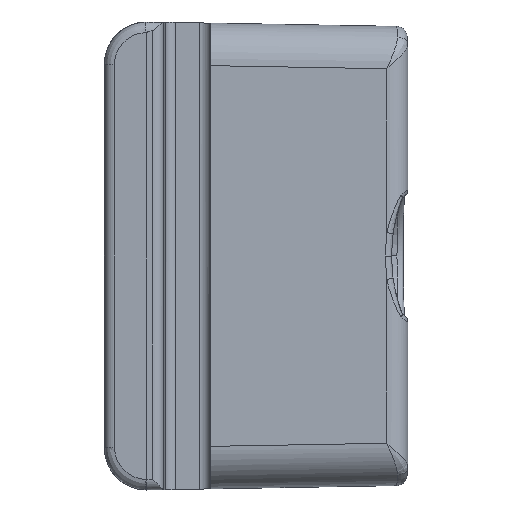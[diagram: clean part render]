
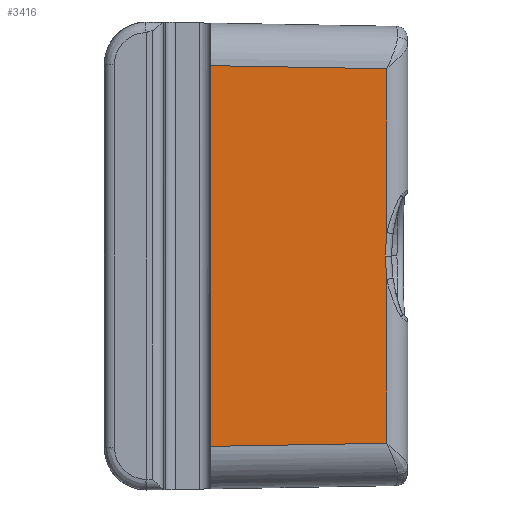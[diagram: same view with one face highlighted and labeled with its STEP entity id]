
A CAD part, front view. The second image highlights one B-rep face of the part: STEP entity #3416.
In plain terms, the highlighted planar face has unit normal (0.018, -1, 0).
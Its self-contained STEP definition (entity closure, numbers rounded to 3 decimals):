
#99 = CARTESIAN_POINT ( 'NONE',  ( 2.705, -9.304, 0.369 ) ) ;
#280 = CARTESIAN_POINT ( 'NONE',  ( 2.731, -9.304, -0.736 ) ) ;
#297 = ORIENTED_EDGE ( 'NONE', *, *, #2969, .T. ) ;
#307 = CARTESIAN_POINT ( 'NONE',  ( -5.5, -9.448, 8.948 ) ) ;
#333 = EDGE_CURVE ( 'NONE', #2523, #3325, #3424, .T. ) ;
#593 = CARTESIAN_POINT ( 'NONE',  ( 2.705, -9.304, 0. ) ) ;
#623 = VECTOR ( 'NONE', #3291, 1000. ) ;
#678 = ORIENTED_EDGE ( 'NONE', *, *, #2224, .T. ) ;
#719 = ORIENTED_EDGE ( 'NONE', *, *, #2239, .T. ) ;
#805 = CARTESIAN_POINT ( 'NONE',  ( 2.783, -9.303, -1.101 ) ) ;
#879 = CARTESIAN_POINT ( 'NONE',  ( -5.5, -9.448, -8.948 ) ) ;
#1008 = VECTOR ( 'NONE', #1698, 1000. ) ;
#1089 = DIRECTION ( 'NONE',  ( -1., -0.017, 0. ) ) ;
#1204 = DIRECTION ( 'NONE',  ( 1., 0.017, 0.017 ) ) ;
#1209 = VERTEX_POINT ( 'NONE', #4451 ) ;
#1236 = CARTESIAN_POINT ( 'NONE',  ( 2.783, -9.303, 1.101 ) ) ;
#1255 = DIRECTION ( 'NONE',  ( 0., 0., 1. ) ) ;
#1270 = VECTOR ( 'NONE', #1255, 1000. ) ;
#1394 = VECTOR ( 'NONE', #2367, 1000. ) ;
#1431 = EDGE_CURVE ( 'NONE', #4956, #1209, #1587, .T. ) ;
#1587 =( BOUNDED_CURVE ( )  B_SPLINE_CURVE ( 3, ( #805, #280, #4863, #4364 ),
 .UNSPECIFIED., .F., .T. ) 
 B_SPLINE_CURVE_WITH_KNOTS ( ( 4, 4 ),
 ( 6.142, 6.283 ),
 .UNSPECIFIED. ) 
 CURVE ( )  GEOMETRIC_REPRESENTATION_ITEM ( )  RATIONAL_B_SPLINE_CURVE ( ( 1., 0.998, 0.998, 1. ) ) 
 REPRESENTATION_ITEM ( '' )  );
#1621 = DIRECTION ( 'NONE',  ( -0.017, 1., 0. ) ) ;
#1698 = DIRECTION ( 'NONE',  ( -1., -0.017, 0.017 ) ) ;
#1716 = CARTESIAN_POINT ( 'NONE',  ( 2.748, -9.304, -8.804 ) ) ;
#1767 = CARTESIAN_POINT ( 'NONE',  ( 2.783, -9.303, 19.651 ) ) ;
#1924 = ORIENTED_EDGE ( 'NONE', *, *, #3951, .T. ) ;
#2021 =( BOUNDED_CURVE ( )  B_SPLINE_CURVE ( 3, ( #593, #99, #4675, #4161 ),
 .UNSPECIFIED., .F., .T. ) 
 B_SPLINE_CURVE_WITH_KNOTS ( ( 4, 4 ),
 ( 0., 0.142 ),
 .UNSPECIFIED. ) 
 CURVE ( )  GEOMETRIC_REPRESENTATION_ITEM ( )  RATIONAL_B_SPLINE_CURVE ( ( 1., 0.998, 0.998, 1. ) ) 
 REPRESENTATION_ITEM ( '' )  );
#2138 = CARTESIAN_POINT ( 'NONE',  ( 3.5, -9.291, 19.651 ) ) ;
#2162 = ORIENTED_EDGE ( 'NONE', *, *, #2656, .T. ) ;
#2213 = CARTESIAN_POINT ( 'NONE',  ( 3.311, -9.294, 8.794 ) ) ;
#2224 = EDGE_CURVE ( 'NONE', #3506, #4764, #4352, .T. ) ;
#2235 = LINE ( 'NONE', #1716, #4254 ) ;
#2239 = EDGE_CURVE ( 'NONE', #1209, #3506, #2021, .T. ) ;
#2248 = FACE_OUTER_BOUND ( 'NONE', #2312, .T. ) ;
#2296 = LINE ( 'NONE', #1767, #1270 ) ;
#2312 = EDGE_LOOP ( 'NONE', ( #1924, #4981, #719, #678, #2162, #4341, #297 ) ) ;
#2367 = DIRECTION ( 'NONE',  ( 0., 0., 1. ) ) ;
#2523 = VERTEX_POINT ( 'NONE', #879 ) ;
#2656 = EDGE_CURVE ( 'NONE', #4764, #3325, #2753, .T. ) ;
#2753 = LINE ( 'NONE', #2213, #1008 ) ;
#2773 = CARTESIAN_POINT ( 'NONE',  ( 2.783, -9.303, -8.803 ) ) ;
#2892 = CARTESIAN_POINT ( 'NONE',  ( -5.5, -9.448, -11. ) ) ;
#2931 = VERTEX_POINT ( 'NONE', #2773 ) ;
#2969 = EDGE_CURVE ( 'NONE', #2523, #2931, #2235, .T. ) ;
#3208 = PLANE ( 'NONE',  #4250 ) ;
#3291 = DIRECTION ( 'NONE',  ( 0., 0., 1. ) ) ;
#3325 = VERTEX_POINT ( 'NONE', #307 ) ;
#3347 = CARTESIAN_POINT ( 'NONE',  ( 2.783, -9.303, 8.803 ) ) ;
#3416 = ADVANCED_FACE ( 'NONE', ( #2248 ), #3208, .F. ) ;
#3424 = LINE ( 'NONE', #2892, #1394 ) ;
#3506 = VERTEX_POINT ( 'NONE', #1236 ) ;
#3643 = CARTESIAN_POINT ( 'NONE',  ( 2.783, -9.303, -1.101 ) ) ;
#3821 = CARTESIAN_POINT ( 'NONE',  ( 2.783, -9.303, 19.651 ) ) ;
#3951 = EDGE_CURVE ( 'NONE', #2931, #4956, #2296, .T. ) ;
#4161 = CARTESIAN_POINT ( 'NONE',  ( 2.783, -9.303, 1.101 ) ) ;
#4250 = AXIS2_PLACEMENT_3D ( 'NONE', #2138, #1621, #1089 ) ;
#4254 = VECTOR ( 'NONE', #1204, 1000. ) ;
#4341 = ORIENTED_EDGE ( 'NONE', *, *, #333, .F. ) ;
#4352 = LINE ( 'NONE', #3821, #623 ) ;
#4364 = CARTESIAN_POINT ( 'NONE',  ( 2.705, -9.304, 0. ) ) ;
#4451 = CARTESIAN_POINT ( 'NONE',  ( 2.705, -9.304, 0. ) ) ;
#4675 = CARTESIAN_POINT ( 'NONE',  ( 2.731, -9.304, 0.736 ) ) ;
#4764 = VERTEX_POINT ( 'NONE', #3347 ) ;
#4863 = CARTESIAN_POINT ( 'NONE',  ( 2.705, -9.304, -0.369 ) ) ;
#4956 = VERTEX_POINT ( 'NONE', #3643 ) ;
#4981 = ORIENTED_EDGE ( 'NONE', *, *, #1431, .T. ) ;
